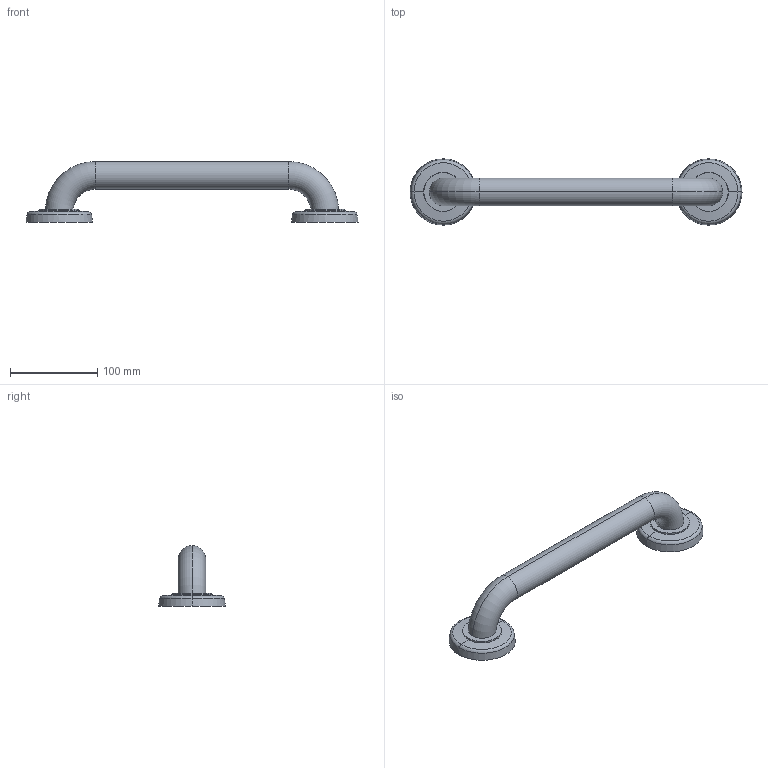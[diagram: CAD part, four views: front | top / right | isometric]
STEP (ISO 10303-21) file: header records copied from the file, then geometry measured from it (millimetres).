
FILE_DESCRIPTION((''),'2;1');
FILE_NAME('0360','2021-06-15T08:40:32',('rsmith'),(''),'CREO PARAMETRIC BY PTC INC, 2018400','CREO PARAMETRIC BY PTC INC, 2018400','');
FILE_SCHEMA(('AUTOMOTIVE_DESIGN { 1 0 10303 214 1 1 1 1 }'));
Length unit declared in the file: inch
Products named in the file (1): 0360
Bounding box: 381 x 76.2 x 69.85 mm (x, y, z)
Volume: 392670 mm3; surface area: 56261.8 mm2
Topology: 1 solids, 1 shells, 28 faces, 54 edges, 32 vertices
Faces by surface type: torus 8, plane 6, cylinder 6, bspline 4, sphere 4
Entity records: 1298 total; most frequent: CARTESIAN_POINT 340, COLOUR_RGB 146, DIRECTION 142, ORIENTED_EDGE 108, AXIS2_PLACEMENT_3D 68, PRESENTATION_STYLE_ASSIGNMENT 55, STYLED_ITEM 55, CURVE_STYLE 54
